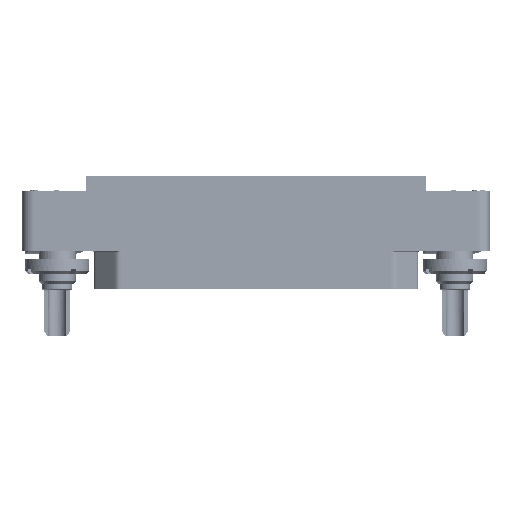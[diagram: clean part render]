
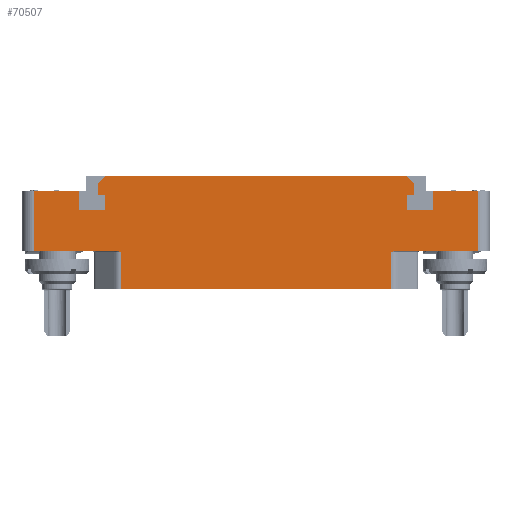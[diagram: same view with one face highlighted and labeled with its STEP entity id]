
A CAD part, top view. The second image highlights one B-rep face of the part: STEP entity #70507.
In plain terms, the highlighted planar face has unit normal (0, 0, 1).
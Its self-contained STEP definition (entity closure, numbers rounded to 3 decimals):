
#5256=DIRECTION('',(-1.,0.,0.));
#5257=VECTOR('',#5256,46.236);
#5258=CARTESIAN_POINT('',(23.118,-6.5,7.));
#5259=LINE('',#5258,#5257);
#5347=DIRECTION('',(1.,0.,0.));
#5348=VECTOR('',#5347,14.082);
#5349=CARTESIAN_POINT('',(-38.,0.,7.));
#5350=LINE('',#5349,#5348);
#9264=DIRECTION('',(0.,-1.,0.));
#9265=VECTOR('',#9264,10.25);
#9266=CARTESIAN_POINT('',(-38.,10.25,7.));
#9267=LINE('',#9266,#9265);
#9282=DIRECTION('',(1.,0.,0.));
#9283=VECTOR('',#9282,7.8);
#9284=CARTESIAN_POINT('',(-38.,10.25,7.));
#9285=LINE('',#9284,#9283);
#9286=DIRECTION('',(0.,-1.,0.));
#9287=VECTOR('',#9286,3.2);
#9288=CARTESIAN_POINT('',(-30.2,10.25,7.));
#9289=LINE('',#9288,#9287);
#9290=DIRECTION('',(1.,0.,0.));
#9291=VECTOR('',#9290,4.4);
#9292=CARTESIAN_POINT('',(-30.2,7.05,7.));
#9293=LINE('',#9292,#9291);
#9294=DIRECTION('',(0.,1.,0.));
#9295=VECTOR('',#9294,2.6);
#9296=CARTESIAN_POINT('',(-25.8,7.05,7.));
#9297=LINE('',#9296,#9295);
#9298=DIRECTION('',(-1.,0.,0.));
#9299=VECTOR('',#9298,1.2);
#9300=CARTESIAN_POINT('',(-25.8,9.65,7.));
#9301=LINE('',#9300,#9299);
#9302=DIRECTION('',(0.,-1.,0.));
#9303=VECTOR('',#9302,1.9);
#9304=CARTESIAN_POINT('',(-27.,11.55,7.));
#9305=LINE('',#9304,#9303);
#9306=DIRECTION('',(1.,0.,0.));
#9307=VECTOR('',#9306,51.6);
#9308=CARTESIAN_POINT('',(-25.8,12.75,7.));
#9309=LINE('',#9308,#9307);
#9310=DIRECTION('',(0.,-1.,0.));
#9311=VECTOR('',#9310,1.9);
#9312=CARTESIAN_POINT('',(27.,11.55,7.));
#9313=LINE('',#9312,#9311);
#9314=DIRECTION('',(-1.,0.,0.));
#9315=VECTOR('',#9314,1.2);
#9316=CARTESIAN_POINT('',(27.,9.65,7.));
#9317=LINE('',#9316,#9315);
#9318=DIRECTION('',(0.,-1.,0.));
#9319=VECTOR('',#9318,2.6);
#9320=CARTESIAN_POINT('',(25.8,9.65,7.));
#9321=LINE('',#9320,#9319);
#9322=DIRECTION('',(1.,0.,0.));
#9323=VECTOR('',#9322,4.4);
#9324=CARTESIAN_POINT('',(25.8,7.05,7.));
#9325=LINE('',#9324,#9323);
#9326=DIRECTION('',(0.,1.,0.));
#9327=VECTOR('',#9326,3.2);
#9328=CARTESIAN_POINT('',(30.2,7.05,7.));
#9329=LINE('',#9328,#9327);
#9330=DIRECTION('',(1.,0.,0.));
#9331=VECTOR('',#9330,7.8);
#9332=CARTESIAN_POINT('',(30.2,10.25,7.));
#9333=LINE('',#9332,#9331);
#9390=DIRECTION('',(1.,0.,0.));
#9391=VECTOR('',#9390,14.082);
#9392=CARTESIAN_POINT('',(23.918,0.,7.));
#9393=LINE('',#9392,#9391);
#13493=DIRECTION('',(0.,1.,0.));
#13494=VECTOR('',#13493,10.25);
#13495=CARTESIAN_POINT('',(38.,0.,7.));
#13496=LINE('',#13495,#13494);
#13557=CARTESIAN_POINT('',(23.118,-0.2,7.));
#13558=CARTESIAN_POINT('',(23.14,-0.192,7.));
#13559=CARTESIAN_POINT('',(23.184,-0.176,7.));
#13560=CARTESIAN_POINT('',(23.251,-0.152,7.));
#13561=CARTESIAN_POINT('',(23.318,-0.128,7.));
#13562=CARTESIAN_POINT('',(23.385,-0.106,7.));
#13563=CARTESIAN_POINT('',(23.451,-0.085,7.));
#13564=CARTESIAN_POINT('',(23.515,-0.066,7.));
#13565=CARTESIAN_POINT('',(23.577,-0.049,7.));
#13566=CARTESIAN_POINT('',(23.636,-0.035,7.));
#13567=CARTESIAN_POINT('',(23.688,-0.024,7.));
#13568=CARTESIAN_POINT('',(23.734,-0.016,7.));
#13569=CARTESIAN_POINT('',(23.776,-0.01,7.));
#13570=CARTESIAN_POINT('',(23.814,-0.005,7.));
#13571=CARTESIAN_POINT('',(23.85,-0.002,7.));
#13572=CARTESIAN_POINT('',(23.884,0.,7.));
#13573=CARTESIAN_POINT('',(23.907,0.,7.));
#13574=CARTESIAN_POINT('',(23.918,0.,7.));
#13590=DIRECTION('',(0.,1.,0.));
#13591=VECTOR('',#13590,6.3);
#13592=CARTESIAN_POINT('',(23.118,-6.5,7.));
#13593=LINE('',#13592,#13591);
#13594=DIRECTION('',(0.,1.,0.));
#13595=VECTOR('',#13594,6.3);
#13596=CARTESIAN_POINT('',(-23.118,-6.5,7.));
#13597=LINE('',#13596,#13595);
#13622=CARTESIAN_POINT('',(-23.918,0.,7.));
#13623=CARTESIAN_POINT('',(-23.907,0.,7.));
#13624=CARTESIAN_POINT('',(-23.884,0.,7.));
#13625=CARTESIAN_POINT('',(-23.85,-0.002,7.));
#13626=CARTESIAN_POINT('',(-23.814,-0.005,7.));
#13627=CARTESIAN_POINT('',(-23.776,-0.01,7.));
#13628=CARTESIAN_POINT('',(-23.734,-0.016,7.));
#13629=CARTESIAN_POINT('',(-23.688,-0.024,7.));
#13630=CARTESIAN_POINT('',(-23.636,-0.035,7.));
#13631=CARTESIAN_POINT('',(-23.577,-0.049,7.));
#13632=CARTESIAN_POINT('',(-23.515,-0.066,7.));
#13633=CARTESIAN_POINT('',(-23.451,-0.085,7.));
#13634=CARTESIAN_POINT('',(-23.385,-0.106,7.));
#13635=CARTESIAN_POINT('',(-23.318,-0.128,7.));
#13636=CARTESIAN_POINT('',(-23.251,-0.152,7.));
#13637=CARTESIAN_POINT('',(-23.184,-0.176,7.));
#13638=CARTESIAN_POINT('',(-23.14,-0.192,7.));
#13639=CARTESIAN_POINT('',(-23.118,-0.2,7.));
#13789=DIRECTION('',(-0.707,-0.707,0.));
#13790=VECTOR('',#13789,1.697);
#13791=CARTESIAN_POINT('',(-25.8,12.75,7.));
#13792=LINE('',#13791,#13790);
#13829=DIRECTION('',(0.707,-0.707,0.));
#13830=VECTOR('',#13829,1.697);
#13831=CARTESIAN_POINT('',(25.8,12.75,7.));
#13832=LINE('',#13831,#13830);
#53440=CARTESIAN_POINT('',(-30.2,10.25,7.));
#53441=CARTESIAN_POINT('',(-30.2,7.05,7.));
#53442=VERTEX_POINT('',#53440);
#53443=VERTEX_POINT('',#53441);
#53444=CARTESIAN_POINT('',(-25.8,7.05,7.));
#53445=VERTEX_POINT('',#53444);
#53446=CARTESIAN_POINT('',(-25.8,9.65,7.));
#53447=VERTEX_POINT('',#53446);
#53448=CARTESIAN_POINT('',(-27.,9.65,7.));
#53449=VERTEX_POINT('',#53448);
#53450=CARTESIAN_POINT('',(27.,9.65,7.));
#53451=CARTESIAN_POINT('',(25.8,9.65,7.));
#53452=VERTEX_POINT('',#53450);
#53453=VERTEX_POINT('',#53451);
#53454=CARTESIAN_POINT('',(25.8,7.05,7.));
#53455=VERTEX_POINT('',#53454);
#53456=CARTESIAN_POINT('',(30.2,7.05,7.));
#53457=VERTEX_POINT('',#53456);
#53458=CARTESIAN_POINT('',(30.2,10.25,7.));
#53459=VERTEX_POINT('',#53458);
#53464=CARTESIAN_POINT('',(-25.8,12.75,7.));
#53466=VERTEX_POINT('',#53464);
#53468=CARTESIAN_POINT('',(-27.,11.55,7.));
#53470=VERTEX_POINT('',#53468);
#53472=CARTESIAN_POINT('',(25.8,12.75,7.));
#53474=VERTEX_POINT('',#53472);
#53476=CARTESIAN_POINT('',(27.,11.55,7.));
#53478=VERTEX_POINT('',#53476);
#53568=CARTESIAN_POINT('',(38.,0.,7.));
#53569=CARTESIAN_POINT('',(38.,10.25,7.));
#53570=VERTEX_POINT('',#53568);
#53571=VERTEX_POINT('',#53569);
#53576=CARTESIAN_POINT('',(-38.,10.25,7.));
#53577=CARTESIAN_POINT('',(-38.,0.,7.));
#53578=VERTEX_POINT('',#53576);
#53579=VERTEX_POINT('',#53577);
#53781=CARTESIAN_POINT('',(23.118,-6.5,7.));
#53783=VERTEX_POINT('',#53781);
#53784=CARTESIAN_POINT('',(-23.118,-6.5,7.));
#53786=VERTEX_POINT('',#53784);
#53848=CARTESIAN_POINT('',(-23.118,-0.2,7.));
#53849=VERTEX_POINT('',#53848);
#53850=CARTESIAN_POINT('',(-23.918,0.,7.));
#53851=VERTEX_POINT('',#53850);
#53852=CARTESIAN_POINT('',(23.118,-0.2,7.));
#53854=VERTEX_POINT('',#53852);
#53856=CARTESIAN_POINT('',(23.918,0.,7.));
#53858=VERTEX_POINT('',#53856);
#70458=CARTESIAN_POINT('',(0.,0.,7.));
#70459=DIRECTION('',(0.,0.,-1.));
#70460=DIRECTION('',(-1.,0.,0.));
#70461=AXIS2_PLACEMENT_3D('',#70458,#70459,#70460);
#70462=PLANE('',#70461);
#70464=ORIENTED_EDGE('',*,*,#70463,.F.);
#70466=ORIENTED_EDGE('',*,*,#70465,.F.);
#70468=ORIENTED_EDGE('',*,*,#70467,.F.);
#70469=ORIENTED_EDGE('',*,*,#68096,.T.);
#70471=ORIENTED_EDGE('',*,*,#70470,.T.);
#70473=ORIENTED_EDGE('',*,*,#70472,.F.);
#70474=ORIENTED_EDGE('',*,*,#68177,.F.);
#70475=ORIENTED_EDGE('',*,*,#70450,.F.);
#70476=ORIENTED_EDGE('',*,*,#70172,.T.);
#70478=ORIENTED_EDGE('',*,*,#70477,.T.);
#70480=ORIENTED_EDGE('',*,*,#70479,.T.);
#70482=ORIENTED_EDGE('',*,*,#70481,.T.);
#70484=ORIENTED_EDGE('',*,*,#70483,.T.);
#70486=ORIENTED_EDGE('',*,*,#70485,.F.);
#70488=ORIENTED_EDGE('',*,*,#70487,.F.);
#70489=ORIENTED_EDGE('',*,*,#67333,.T.);
#70491=ORIENTED_EDGE('',*,*,#70490,.T.);
#70493=ORIENTED_EDGE('',*,*,#70492,.T.);
#70495=ORIENTED_EDGE('',*,*,#70494,.T.);
#70497=ORIENTED_EDGE('',*,*,#70496,.T.);
#70499=ORIENTED_EDGE('',*,*,#70498,.T.);
#70501=ORIENTED_EDGE('',*,*,#70500,.T.);
#70502=ORIENTED_EDGE('',*,*,#67689,.T.);
#70504=ORIENTED_EDGE('',*,*,#70503,.F.);
#70505=EDGE_LOOP('',(#70464,#70466,#70468,#70469,#70471,#70473,#70474,#70475,
#70476,#70478,#70480,#70482,#70484,#70486,#70488,#70489,#70491,#70493,#70495,
#70497,#70499,#70501,#70502,#70504));
#70506=FACE_OUTER_BOUND('',#70505,.F.);
#70507=ADVANCED_FACE('',(#70506),#70462,.F.);
#13575=B_SPLINE_CURVE_WITH_KNOTS('',3,(#13557,#13558,#13559,#13560,#13561,
#13562,#13563,#13564,#13565,#13566,#13567,#13568,#13569,#13570,#13571,#13572,
#13573,#13574),.UNSPECIFIED.,.F.,.F.,(4,1,1,1,1,1,1,1,1,1,1,1,1,1,1,4),(0.,
0.067,0.133,0.2,0.267,0.333,
0.4,0.467,0.533,0.6,0.667,
0.733,0.8,0.867,0.933,1.),
.UNSPECIFIED.);
#13640=B_SPLINE_CURVE_WITH_KNOTS('',3,(#13622,#13623,#13624,#13625,#13626,
#13627,#13628,#13629,#13630,#13631,#13632,#13633,#13634,#13635,#13636,#13637,
#13638,#13639),.UNSPECIFIED.,.F.,.F.,(4,1,1,1,1,1,1,1,1,1,1,1,1,1,1,4),(0.,
0.067,0.133,0.2,0.267,0.333,
0.4,0.467,0.533,0.6,0.667,
0.733,0.8,0.867,0.933,1.),
.UNSPECIFIED.);
#67333=EDGE_CURVE('',#53466,#53474,#9309,.T.);
#67689=EDGE_CURVE('',#53459,#53571,#9333,.T.);
#68096=EDGE_CURVE('',#53783,#53786,#5259,.T.);
#68177=EDGE_CURVE('',#53579,#53851,#5350,.T.);
#70172=EDGE_CURVE('',#53578,#53442,#9285,.T.);
#70450=EDGE_CURVE('',#53578,#53579,#9267,.T.);
#70463=EDGE_CURVE('',#53858,#53570,#9393,.T.);
#70465=EDGE_CURVE('',#53854,#53858,#13575,.T.);
#70467=EDGE_CURVE('',#53783,#53854,#13593,.T.);
#70470=EDGE_CURVE('',#53786,#53849,#13597,.T.);
#70472=EDGE_CURVE('',#53851,#53849,#13640,.T.);
#70477=EDGE_CURVE('',#53442,#53443,#9289,.T.);
#70479=EDGE_CURVE('',#53443,#53445,#9293,.T.);
#70481=EDGE_CURVE('',#53445,#53447,#9297,.T.);
#70483=EDGE_CURVE('',#53447,#53449,#9301,.T.);
#70485=EDGE_CURVE('',#53470,#53449,#9305,.T.);
#70487=EDGE_CURVE('',#53466,#53470,#13792,.T.);
#70490=EDGE_CURVE('',#53474,#53478,#13832,.T.);
#70492=EDGE_CURVE('',#53478,#53452,#9313,.T.);
#70494=EDGE_CURVE('',#53452,#53453,#9317,.T.);
#70496=EDGE_CURVE('',#53453,#53455,#9321,.T.);
#70498=EDGE_CURVE('',#53455,#53457,#9325,.T.);
#70500=EDGE_CURVE('',#53457,#53459,#9329,.T.);
#70503=EDGE_CURVE('',#53570,#53571,#13496,.T.);
